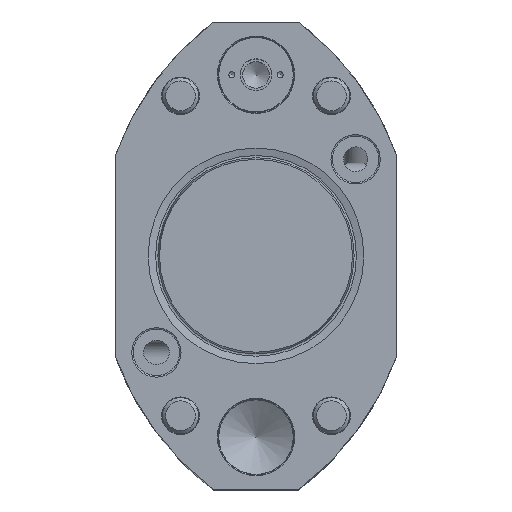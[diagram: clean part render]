
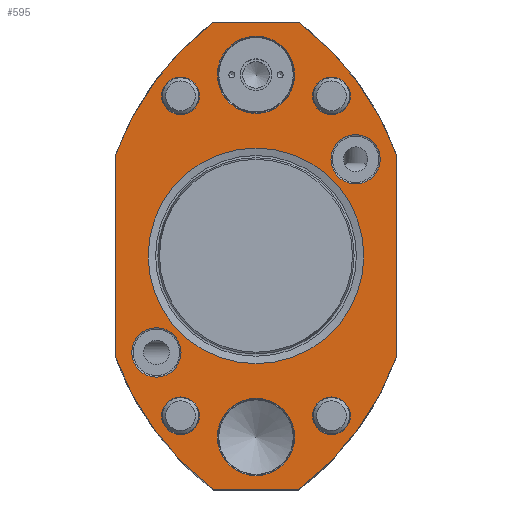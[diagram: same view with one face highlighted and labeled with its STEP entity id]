
A CAD part, top view. The second image highlights one B-rep face of the part: STEP entity #595.
In plain terms, the highlighted planar face has unit normal (0, 0, 1).
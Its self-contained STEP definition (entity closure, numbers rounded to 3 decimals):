
#150=PLANE('',#3036);
#269=FACE_BOUND('',#1012,.T.);
#270=FACE_BOUND('',#1013,.T.);
#271=FACE_BOUND('',#1014,.T.);
#272=FACE_BOUND('',#1015,.T.);
#273=FACE_BOUND('',#1016,.T.);
#274=FACE_BOUND('',#1017,.T.);
#275=FACE_BOUND('',#1018,.T.);
#276=FACE_BOUND('',#1019,.T.);
#277=FACE_BOUND('',#1020,.T.);
#278=FACE_BOUND('',#1021,.T.);
#595=ADVANCED_FACE('',(#269,#270,#271,#272,#273,#274,#275,#276,#277,#278),
#150,.F.);
#1012=EDGE_LOOP('',(#1594));
#1013=EDGE_LOOP('',(#1595));
#1014=EDGE_LOOP('',(#1596));
#1015=EDGE_LOOP('',(#1597));
#1016=EDGE_LOOP('',(#1598));
#1017=EDGE_LOOP('',(#1599,#1600,#1601,#1602,#1603,#1604,#1605,#1606));
#1018=EDGE_LOOP('',(#1607));
#1019=EDGE_LOOP('',(#1608));
#1020=EDGE_LOOP('',(#1609));
#1021=EDGE_LOOP('',(#1610));
#1283=LINE('',#4361,#1360);
#1286=LINE('',#4370,#1363);
#1290=LINE('',#4398,#1367);
#1295=LINE('',#4409,#1372);
#1360=VECTOR('',#3434,1.);
#1363=VECTOR('',#3441,1.);
#1367=VECTOR('',#3447,1.);
#1372=VECTOR('',#3454,1.);
#1594=ORIENTED_EDGE('',*,*,#2511,.T.);
#1595=ORIENTED_EDGE('',*,*,#2512,.T.);
#1596=ORIENTED_EDGE('',*,*,#2513,.T.);
#1597=ORIENTED_EDGE('',*,*,#2514,.T.);
#1598=ORIENTED_EDGE('',*,*,#2515,.T.);
#1599=ORIENTED_EDGE('',*,*,#2492,.F.);
#1600=ORIENTED_EDGE('',*,*,#2446,.T.);
#1601=ORIENTED_EDGE('',*,*,#2485,.F.);
#1602=ORIENTED_EDGE('',*,*,#2441,.F.);
#1603=ORIENTED_EDGE('',*,*,#2476,.F.);
#1604=ORIENTED_EDGE('',*,*,#2451,.F.);
#1605=ORIENTED_EDGE('',*,*,#2479,.F.);
#1606=ORIENTED_EDGE('',*,*,#2437,.F.);
#1607=ORIENTED_EDGE('',*,*,#2422,.T.);
#1608=ORIENTED_EDGE('',*,*,#2417,.T.);
#1609=ORIENTED_EDGE('',*,*,#2412,.T.);
#1610=ORIENTED_EDGE('',*,*,#2407,.T.);
#2147=VERTEX_POINT('',#4224);
#2152=VERTEX_POINT('',#4236);
#2157=VERTEX_POINT('',#4248);
#2162=VERTEX_POINT('',#4260);
#2175=VERTEX_POINT('',#4339);
#2177=VERTEX_POINT('',#4360);
#2181=VERTEX_POINT('',#4369);
#2182=VERTEX_POINT('',#4371);
#2186=VERTEX_POINT('',#4397);
#2187=VERTEX_POINT('',#4399);
#2189=VERTEX_POINT('',#4404);
#2191=VERTEX_POINT('',#4408);
#2230=VERTEX_POINT('',#11281);
#2231=VERTEX_POINT('',#11283);
#2232=VERTEX_POINT('',#11285);
#2233=VERTEX_POINT('',#11287);
#2234=VERTEX_POINT('',#11289);
#2407=EDGE_CURVE('',#2147,#2147,#2754,.T.);
#2412=EDGE_CURVE('',#2152,#2152,#2759,.T.);
#2417=EDGE_CURVE('',#2157,#2157,#2764,.T.);
#2422=EDGE_CURVE('',#2162,#2162,#2769,.T.);
#2437=EDGE_CURVE('',#2177,#2175,#1283,.T.);
#2441=EDGE_CURVE('',#2181,#2182,#1286,.T.);
#2446=EDGE_CURVE('',#2187,#2186,#1290,.T.);
#2451=EDGE_CURVE('',#2191,#2189,#1295,.T.);
#2476=EDGE_CURVE('',#2189,#2181,#2785,.T.);
#2479=EDGE_CURVE('',#2175,#2191,#2786,.T.);
#2485=EDGE_CURVE('',#2182,#2186,#2788,.T.);
#2492=EDGE_CURVE('',#2187,#2177,#2791,.T.);
#2511=EDGE_CURVE('',#2230,#2230,#2796,.T.);
#2512=EDGE_CURVE('',#2231,#2231,#2797,.T.);
#2513=EDGE_CURVE('',#2232,#2232,#2798,.T.);
#2514=EDGE_CURVE('',#2233,#2233,#2799,.T.);
#2515=EDGE_CURVE('',#2234,#2234,#2800,.T.);
#2754=CIRCLE('',#2953,6.25);
#2759=CIRCLE('',#2960,6.25);
#2764=CIRCLE('',#2967,6.25);
#2769=CIRCLE('',#2974,6.25);
#2785=CIRCLE('',#3012,97.5);
#2786=CIRCLE('',#3014,97.5);
#2788=CIRCLE('',#3017,97.5);
#2791=CIRCLE('',#3021,97.5);
#2796=CIRCLE('',#3031,12.805);
#2797=CIRCLE('',#3032,12.805);
#2798=CIRCLE('',#3033,8.178);
#2799=CIRCLE('',#3034,8.178);
#2800=CIRCLE('',#3035,35.732);
#2953=AXIS2_PLACEMENT_3D('',#4223,#3362,#3363);
#2960=AXIS2_PLACEMENT_3D('',#4235,#3376,#3377);
#2967=AXIS2_PLACEMENT_3D('',#4247,#3390,#3391);
#2974=AXIS2_PLACEMENT_3D('',#4259,#3404,#3405);
#3012=AXIS2_PLACEMENT_3D('',#11028,#3498,#3499);
#3014=AXIS2_PLACEMENT_3D('',#11036,#3503,#3504);
#3017=AXIS2_PLACEMENT_3D('',#11052,#3511,#3512);
#3021=AXIS2_PLACEMENT_3D('',#11070,#3521,#3522);
#3031=AXIS2_PLACEMENT_3D('',#11280,#3542,#3543);
#3032=AXIS2_PLACEMENT_3D('',#11282,#3544,#3545);
#3033=AXIS2_PLACEMENT_3D('',#11284,#3546,#3547);
#3034=AXIS2_PLACEMENT_3D('',#11286,#3548,#3549);
#3035=AXIS2_PLACEMENT_3D('',#11288,#3550,#3551);
#3036=AXIS2_PLACEMENT_3D('',#11290,#3552,#3553);
#3362=DIRECTION('',(0.,0.,-1.));
#3363=DIRECTION('',(-1.,0.,0.));
#3376=DIRECTION('',(0.,0.,-1.));
#3377=DIRECTION('',(-1.,0.,0.));
#3390=DIRECTION('',(0.,0.,-1.));
#3391=DIRECTION('',(-1.,0.,0.));
#3404=DIRECTION('',(0.,0.,-1.));
#3405=DIRECTION('',(-1.,0.,0.));
#3434=DIRECTION('',(0.,-1.,0.));
#3441=DIRECTION('',(0.,1.,0.));
#3447=DIRECTION('',(-1.,0.,0.));
#3454=DIRECTION('',(-1.,0.,0.));
#3498=DIRECTION('',(0.,0.,-1.));
#3499=DIRECTION('',(0.,1.,0.));
#3503=DIRECTION('',(0.,0.,-1.));
#3504=DIRECTION('',(0.,1.,0.));
#3511=DIRECTION('',(0.,0.,-1.));
#3512=DIRECTION('',(0.,1.,0.));
#3521=DIRECTION('',(0.,0.,-1.));
#3522=DIRECTION('',(0.,1.,0.));
#3542=DIRECTION('',(0.,0.,-1.));
#3543=DIRECTION('',(0.,1.,0.));
#3544=DIRECTION('',(0.,0.,-1.));
#3545=DIRECTION('',(0.,1.,0.));
#3546=DIRECTION('',(0.,0.,-1.));
#3547=DIRECTION('',(1.,0.,0.));
#3548=DIRECTION('',(0.,0.,-1.));
#3549=DIRECTION('',(-1.,0.,0.));
#3550=DIRECTION('',(0.,0.,-1.));
#3551=DIRECTION('',(0.,1.,0.));
#3552=DIRECTION('',(0.,0.,-1.));
#3553=DIRECTION('',(0.,1.,0.));
#4223=CARTESIAN_POINT('',(25.,-53.,0.));
#4224=CARTESIAN_POINT('',(18.75,-53.,0.));
#4235=CARTESIAN_POINT('',(-25.,-53.,0.));
#4236=CARTESIAN_POINT('',(-31.25,-53.,0.));
#4247=CARTESIAN_POINT('',(-25.,53.,0.));
#4248=CARTESIAN_POINT('',(-31.25,53.,0.));
#4259=CARTESIAN_POINT('',(25.,53.,0.));
#4260=CARTESIAN_POINT('',(18.75,53.,0.));
#4339=CARTESIAN_POINT('',(46.5,-33.675,0.));
#4360=CARTESIAN_POINT('',(46.5,33.675,0.));
#4361=CARTESIAN_POINT('',(46.5,8.5,0.));
#4369=CARTESIAN_POINT('',(-46.5,-33.675,0.));
#4370=CARTESIAN_POINT('',(-46.5,8.5,0.));
#4371=CARTESIAN_POINT('',(-46.5,33.675,0.));
#4397=CARTESIAN_POINT('',(-14.161,77.5,0.));
#4398=CARTESIAN_POINT('',(-50.,77.5,0.));
#4399=CARTESIAN_POINT('',(14.161,77.5,0.));
#4404=CARTESIAN_POINT('',(-14.161,-77.5,0.));
#4408=CARTESIAN_POINT('',(14.161,-77.5,0.));
#4409=CARTESIAN_POINT('',(-50.,-77.5,0.));
#11028=CARTESIAN_POINT('',(45.,0.,0.));
#11036=CARTESIAN_POINT('',(-45.,0.,0.));
#11052=CARTESIAN_POINT('',(45.,0.,0.));
#11070=CARTESIAN_POINT('',(-45.,0.,0.));
#11280=CARTESIAN_POINT('',(0.,-60.,0.));
#11281=CARTESIAN_POINT('',(0.,-47.195,0.));
#11282=CARTESIAN_POINT('',(0.,60.,0.));
#11283=CARTESIAN_POINT('',(0.,72.805,0.));
#11284=CARTESIAN_POINT('',(-33.,-32.,0.));
#11285=CARTESIAN_POINT('',(-24.823,-32.,0.));
#11286=CARTESIAN_POINT('',(33.,32.,0.));
#11287=CARTESIAN_POINT('',(24.823,32.,0.));
#11288=CARTESIAN_POINT('',(0.,0.,0.));
#11289=CARTESIAN_POINT('',(0.,35.732,0.));
#11290=CARTESIAN_POINT('',(-5.,-70.,0.));
